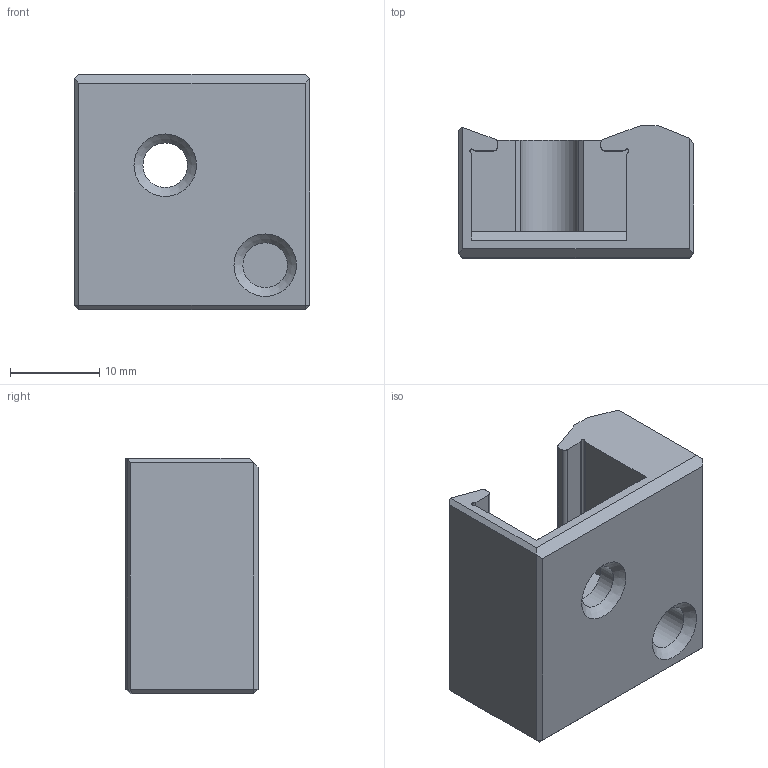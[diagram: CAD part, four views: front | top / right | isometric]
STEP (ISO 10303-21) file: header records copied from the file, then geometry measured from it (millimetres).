
FILE_DESCRIPTION(/* description */ (''),/* implementation_level */ '2;1');
FILE_NAME(/* name */ 'C_SampleMount_v03_02.stp',/* time_stamp */ '2022-12-04T08:01:10+01:00',/* author */ ('Timo Raab'),/* organization */ ('AG Schmidt-Mende Universität Konstanz'),/* preprocessor_version */ 'ST-DEVELOPER v19.2',/* originating_system */ 'Autodesk Inventor 2023',/* authorisation */ '');
FILE_SCHEMA (('AUTOMOTIVE_DESIGN { 1 0 10303 214 3 1 1 }'));
Length unit declared in the file: millimetre
Products named in the file (1): C_SampleMount_v03_02
Bounding box: 26.4 x 14.8 x 26.4 mm (x, y, z)
Volume: 6030.7 mm3; surface area: 3645.7 mm2
Topology: 1 solids, 1 shells, 105 faces, 280 edges, 180 vertices
Faces by surface type: plane 56, bspline 34, cylinder 13, cone 2
Full cylindrical faces by diameter (mm): 5 x2
Entity records: 3453 total; most frequent: CARTESIAN_POINT 1008, ORIENTED_EDGE 560, DIRECTION 384, EDGE_CURVE 280, LINE 184, VECTOR 184, VERTEX_POINT 180, EDGE_LOOP 110
